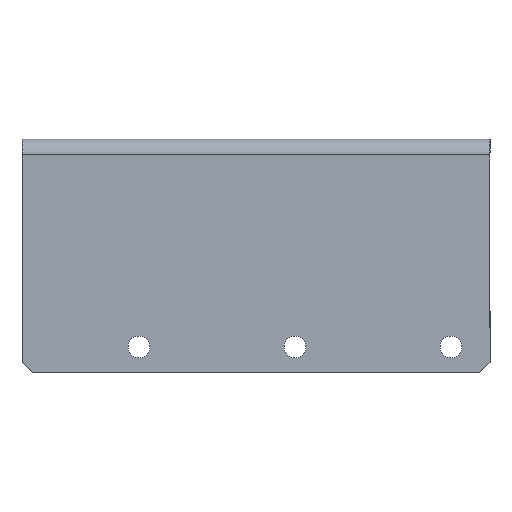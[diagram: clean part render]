
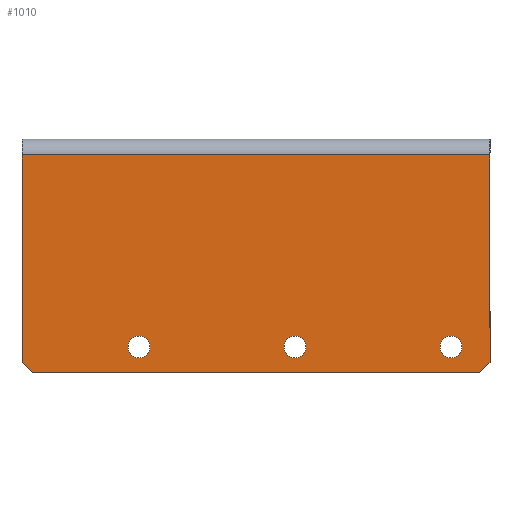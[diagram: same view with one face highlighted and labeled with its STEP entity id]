
A CAD part, top view. The second image highlights one B-rep face of the part: STEP entity #1010.
In plain terms, the highlighted planar face has unit normal (0, 0, 1).
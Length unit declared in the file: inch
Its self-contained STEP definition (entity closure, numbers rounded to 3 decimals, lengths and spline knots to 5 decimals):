
#2 = DIRECTION ( 'NONE',  ( 0., 1., 0. ) ) ;
#18 = EDGE_CURVE ( 'NONE', #815, #899, #98, .T. ) ;
#32 = EDGE_CURVE ( 'NONE', #291, #655, #191, .T. ) ;
#33 = ORIENTED_EDGE ( 'NONE', *, *, #982, .T. ) ;
#36 = DIRECTION ( 'NONE',  ( 0., 1., 0. ) ) ;
#39 = EDGE_LOOP ( 'NONE', ( #33, #44, #647, #270, #332, #344 ) ) ;
#44 = ORIENTED_EDGE ( 'NONE', *, *, #32, .T. ) ;
#54 = VECTOR ( 'NONE', #434, 39.37008 ) ;
#57 = CARTESIAN_POINT ( 'NONE',  ( 4.125, -2., 0.154 ) ) ;
#61 = CARTESIAN_POINT ( 'NONE',  ( 1.125, -2.105, 0.154 ) ) ;
#71 = EDGE_CURVE ( 'NONE', #473, #883, #355, .T. ) ;
#78 = VERTEX_POINT ( 'NONE', #221 ) ;
#98 = CIRCLE ( 'NONE', #165, 0.105 ) ;
#99 = EDGE_CURVE ( 'NONE', #653, #78, #681, .T. ) ;
#109 = DIRECTION ( 'NONE',  ( 0., 1., 0. ) ) ;
#137 = EDGE_LOOP ( 'NONE', ( #975, #405 ) ) ;
#142 = DIRECTION ( 'NONE',  ( 0., 1., 0. ) ) ;
#156 = CARTESIAN_POINT ( 'NONE',  ( 0.1, -2.25, 0.154 ) ) ;
#158 = CIRCLE ( 'NONE', #737, 0.105 ) ;
#165 = AXIS2_PLACEMENT_3D ( 'NONE', #186, #501, #970 ) ;
#174 = CARTESIAN_POINT ( 'NONE',  ( 4.125, -2., 0.154 ) ) ;
#186 = CARTESIAN_POINT ( 'NONE',  ( 2.625, -2., 0.154 ) ) ;
#188 = DIRECTION ( 'NONE',  ( 0., 1., 0. ) ) ;
#191 = LINE ( 'NONE', #252, #680 ) ;
#221 = CARTESIAN_POINT ( 'NONE',  ( 4.5, -0.154, 0.154 ) ) ;
#235 = AXIS2_PLACEMENT_3D ( 'NONE', #57, #820, #511 ) ;
#245 = CARTESIAN_POINT ( 'NONE',  ( 4.4, -2.25, 0.154 ) ) ;
#252 = CARTESIAN_POINT ( 'NONE',  ( 4.5, -2.15, 0.154 ) ) ;
#254 = CARTESIAN_POINT ( 'NONE',  ( 4.125, -1.895, 0.154 ) ) ;
#269 = VERTEX_POINT ( 'NONE', #61 ) ;
#270 = ORIENTED_EDGE ( 'NONE', *, *, #99, .F. ) ;
#291 = VERTEX_POINT ( 'NONE', #245 ) ;
#298 = AXIS2_PLACEMENT_3D ( 'NONE', #390, #937, #142 ) ;
#306 = EDGE_LOOP ( 'NONE', ( #548, #783 ) ) ;
#317 = CARTESIAN_POINT ( 'NONE',  ( 0.1, -2.25, 0.154 ) ) ;
#330 = AXIS2_PLACEMENT_3D ( 'NONE', #174, #418, #109 ) ;
#332 = ORIENTED_EDGE ( 'NONE', *, *, #935, .T. ) ;
#344 = ORIENTED_EDGE ( 'NONE', *, *, #652, .T. ) ;
#348 = VECTOR ( 'NONE', #36, 39.37008 ) ;
#352 = VECTOR ( 'NONE', #879, 39.37008 ) ;
#355 = CIRCLE ( 'NONE', #235, 0.105 ) ;
#359 = CARTESIAN_POINT ( 'NONE',  ( 2.625, -2.105, 0.154 ) ) ;
#363 = VERTEX_POINT ( 'NONE', #632 ) ;
#389 = CARTESIAN_POINT ( 'NONE',  ( 1.125, -2., 0.154 ) ) ;
#390 = CARTESIAN_POINT ( 'NONE',  ( 2.625, -2., 0.154 ) ) ;
#392 = VERTEX_POINT ( 'NONE', #458 ) ;
#405 = ORIENTED_EDGE ( 'NONE', *, *, #1009, .F. ) ;
#410 = CIRCLE ( 'NONE', #812, 0.105 ) ;
#418 = DIRECTION ( 'NONE',  ( 0., 0., 1. ) ) ;
#420 = CARTESIAN_POINT ( 'NONE',  ( 4.125, -2.105, 0.154 ) ) ;
#434 = DIRECTION ( 'NONE',  ( 1., 0., 0. ) ) ;
#442 = LINE ( 'NONE', #896, #352 ) ;
#452 = AXIS2_PLACEMENT_3D ( 'NONE', #860, #695, #2 ) ;
#457 = DIRECTION ( 'NONE',  ( 0., 0., 1. ) ) ;
#458 = CARTESIAN_POINT ( 'NONE',  ( 0., -2.15, 0.154 ) ) ;
#461 = DIRECTION ( 'NONE',  ( 0., 1., 0. ) ) ;
#462 = FACE_BOUND ( 'NONE', #724, .T. ) ;
#467 = EDGE_CURVE ( 'NONE', #655, #78, #973, .T. ) ;
#473 = VERTEX_POINT ( 'NONE', #420 ) ;
#474 = LINE ( 'NONE', #317, #715 ) ;
#497 = ORIENTED_EDGE ( 'NONE', *, *, #71, .F. ) ;
#501 = DIRECTION ( 'NONE',  ( 0., 0., 1. ) ) ;
#511 = DIRECTION ( 'NONE',  ( 0., 1., 0. ) ) ;
#542 = CARTESIAN_POINT ( 'NONE',  ( 0., -0.154, 0.154 ) ) ;
#548 = ORIENTED_EDGE ( 'NONE', *, *, #836, .F. ) ;
#560 = DIRECTION ( 'NONE',  ( 0.707, -0.707, 0. ) ) ;
#562 = DIRECTION ( 'NONE',  ( 0.707, 0.707, 0. ) ) ;
#563 = EDGE_CURVE ( 'NONE', #269, #363, #158, .T. ) ;
#596 = LINE ( 'NONE', #907, #919 ) ;
#601 = ORIENTED_EDGE ( 'NONE', *, *, #939, .F. ) ;
#615 = FACE_BOUND ( 'NONE', #306, .T. ) ;
#631 = PLANE ( 'NONE',  #452 ) ;
#632 = CARTESIAN_POINT ( 'NONE',  ( 1.125, -1.895, 0.154 ) ) ;
#647 = ORIENTED_EDGE ( 'NONE', *, *, #467, .T. ) ;
#652 = EDGE_CURVE ( 'NONE', #392, #705, #474, .T. ) ;
#653 = VERTEX_POINT ( 'NONE', #542 ) ;
#655 = VERTEX_POINT ( 'NONE', #701 ) ;
#680 = VECTOR ( 'NONE', #562, 39.37008 ) ;
#681 = LINE ( 'NONE', #991, #54 ) ;
#695 = DIRECTION ( 'NONE',  ( 0., 0., -1. ) ) ;
#701 = CARTESIAN_POINT ( 'NONE',  ( 4.5, -2.15, 0.154 ) ) ;
#705 = VERTEX_POINT ( 'NONE', #156 ) ;
#715 = VECTOR ( 'NONE', #560, 39.37008 ) ;
#724 = EDGE_LOOP ( 'NONE', ( #601, #497 ) ) ;
#737 = AXIS2_PLACEMENT_3D ( 'NONE', #389, #457, #461 ) ;
#742 = DIRECTION ( 'NONE',  ( 0., 0., 1. ) ) ;
#773 = CIRCLE ( 'NONE', #330, 0.105 ) ;
#783 = ORIENTED_EDGE ( 'NONE', *, *, #563, .F. ) ;
#800 = CARTESIAN_POINT ( 'NONE',  ( 4.5, 0., 0.154 ) ) ;
#812 = AXIS2_PLACEMENT_3D ( 'NONE', #976, #742, #188 ) ;
#815 = VERTEX_POINT ( 'NONE', #891 ) ;
#820 = DIRECTION ( 'NONE',  ( 0., 0., 1. ) ) ;
#836 = EDGE_CURVE ( 'NONE', #363, #269, #410, .T. ) ;
#846 = DIRECTION ( 'NONE',  ( 1., 0., 0. ) ) ;
#854 = CIRCLE ( 'NONE', #298, 0.105 ) ;
#860 = CARTESIAN_POINT ( 'NONE',  ( 0., 0., 0.154 ) ) ;
#879 = DIRECTION ( 'NONE',  ( 0., -1., 0. ) ) ;
#883 = VERTEX_POINT ( 'NONE', #254 ) ;
#891 = CARTESIAN_POINT ( 'NONE',  ( 2.625, -1.895, 0.154 ) ) ;
#896 = CARTESIAN_POINT ( 'NONE',  ( 0., 0., 0.154 ) ) ;
#899 = VERTEX_POINT ( 'NONE', #359 ) ;
#907 = CARTESIAN_POINT ( 'NONE',  ( 0., -2.25, 0.154 ) ) ;
#919 = VECTOR ( 'NONE', #846, 39.37008 ) ;
#933 = FACE_BOUND ( 'NONE', #137, .T. ) ;
#935 = EDGE_CURVE ( 'NONE', #653, #392, #442, .T. ) ;
#937 = DIRECTION ( 'NONE',  ( 0., 0., 1. ) ) ;
#939 = EDGE_CURVE ( 'NONE', #883, #473, #773, .T. ) ;
#970 = DIRECTION ( 'NONE',  ( 0., 1., 0. ) ) ;
#973 = LINE ( 'NONE', #800, #348 ) ;
#975 = ORIENTED_EDGE ( 'NONE', *, *, #18, .F. ) ;
#976 = CARTESIAN_POINT ( 'NONE',  ( 1.125, -2., 0.154 ) ) ;
#982 = EDGE_CURVE ( 'NONE', #705, #291, #596, .T. ) ;
#991 = CARTESIAN_POINT ( 'NONE',  ( 4.5, -0.154, 0.154 ) ) ;
#1002 = FACE_OUTER_BOUND ( 'NONE', #39, .T. ) ;
#1009 = EDGE_CURVE ( 'NONE', #899, #815, #854, .T. ) ;
#1010 = ADVANCED_FACE ( 'NONE', ( #615, #933, #462, #1002 ), #631, .F. ) ;
